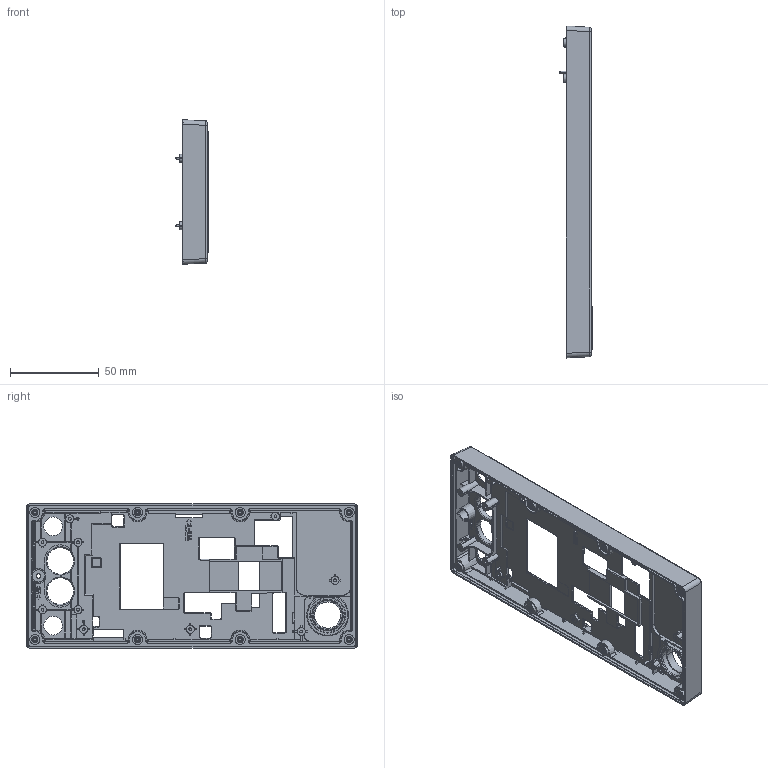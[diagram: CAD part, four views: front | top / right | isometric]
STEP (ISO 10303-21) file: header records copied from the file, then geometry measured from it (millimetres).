
FILE_DESCRIPTION((''),'2;1');
FILE_NAME('DH3-RD010441-0101_ASM','2025-05-13T15:28:59',('346893'),(''),'CREO PARAMETRIC BY PTC INC, 2020184','CREO PARAMETRIC BY PTC INC, 2020184','');
FILE_SCHEMA(('CONFIG_CONTROL_DESIGN','SHAPE_APPEARANCE_LAYERS_GROUPS'));
Products named in the file (4): DH3-RD010441-2000; DH3-RD010441-2015; DHMN-M2-3-5; DH3-RD010441-0101_ASM
Assembly tree (10 placements, depth 2):
  DH3-RD010441-0101_ASM
    DH3-RD010441-2000
    DH3-RD010441-2015
    DHMN-M2-3-5  x8
Bounding box: 18.11 x 186.82 x 81.45 mm (x, y, z)
Volume: 44667.7 mm3; surface area: 49551.7 mm2
Topology: 10 solids, 18 shells, 2255 faces, 6288 edges, 4099 vertices
Faces by surface type: plane 1232, cylinder 771, cone 141, bspline 63, torus 44, extrusion 4
Entity records: 58049 total; most frequent: CARTESIAN_POINT 11414, ORIENTED_EDGE 7560, DIRECTION 6961, PRESENTATION_STYLE_ASSIGNMENT 3822, STYLED_ITEM 3822, CURVE_STYLE 3782, EDGE_CURVE 3782, VECTOR 2459
